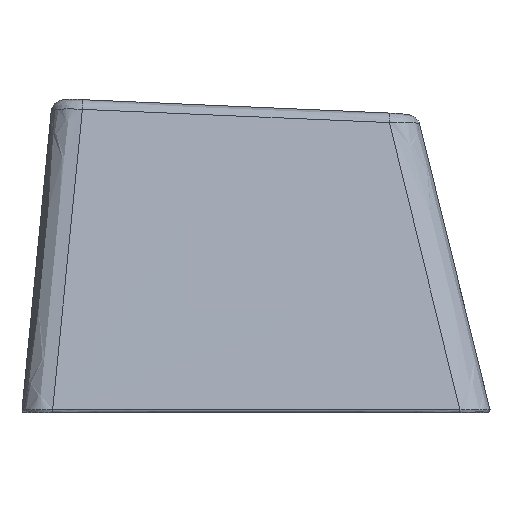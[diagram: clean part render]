
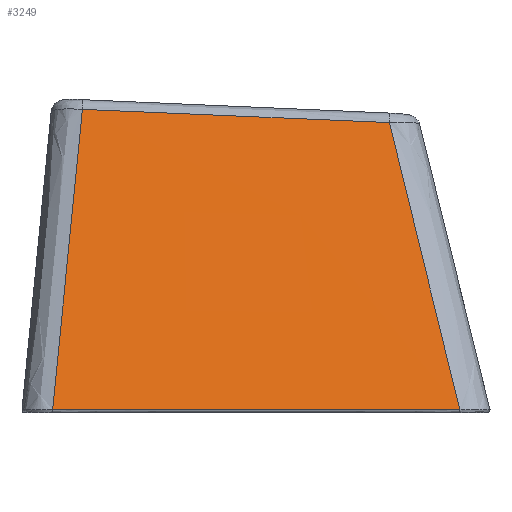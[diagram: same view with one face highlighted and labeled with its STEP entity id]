
A CAD part, left-side view. The second image highlights one B-rep face of the part: STEP entity #3249.
In plain terms, the highlighted free-form (B-spline) face has degree [3, 3] with [4, 4] control points.
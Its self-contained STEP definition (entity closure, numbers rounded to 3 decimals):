
#161=B_SPLINE_SURFACE_WITH_KNOTS('',3,3,((#8270,#8271,#8272,#8273),(#8274,
#8275,#8276,#8277),(#8278,#8279,#8280,#8281),(#8282,#8283,#8284,#8285)),
 .UNSPECIFIED.,.F.,.F.,.F.,(4,4),(4,4),(0.065,0.936),
(0.01,0.967),.UNSPECIFIED.);
#325=FACE_OUTER_BOUND('',#529,.T.);
#529=EDGE_LOOP('',(#2789,#2790,#2791,#2792));
#1108=B_SPLINE_CURVE_WITH_KNOTS('',3,(#7265,#7266,#7267,#7268),
 .UNSPECIFIED.,.F.,.F.,(4,4),(-1.562,0.),.UNSPECIFIED.);
#1125=B_SPLINE_CURVE_WITH_KNOTS('',3,(#7553,#7554,#7555,#7556),
 .UNSPECIFIED.,.F.,.F.,(4,4),(0.013,1.209),
 .UNSPECIFIED.);
#1156=B_SPLINE_CURVE_WITH_KNOTS('',3,(#8233,#8234,#8235,#8236),
 .UNSPECIFIED.,.F.,.F.,(4,4),(0.,1.179),
 .UNSPECIFIED.);
#1159=B_SPLINE_CURVE_WITH_KNOTS('',3,(#8266,#8267,#8268,#8269),
 .UNSPECIFIED.,.F.,.F.,(4,4),(-1.186,-0.013),
 .UNSPECIFIED.);
#1431=VERTEX_POINT('',#7223);
#1435=VERTEX_POINT('',#7263);
#1450=VERTEX_POINT('',#7552);
#1482=VERTEX_POINT('',#8205);
#1858=EDGE_CURVE('',#1435,#1431,#1108,.T.);
#1884=EDGE_CURVE('',#1431,#1450,#1125,.T.);
#1938=EDGE_CURVE('',#1450,#1482,#1156,.T.);
#1941=EDGE_CURVE('',#1482,#1435,#1159,.T.);
#2789=ORIENTED_EDGE('',*,*,#1858,.F.);
#2790=ORIENTED_EDGE('',*,*,#1941,.F.);
#2791=ORIENTED_EDGE('',*,*,#1938,.F.);
#2792=ORIENTED_EDGE('',*,*,#1884,.F.);
#3249=ADVANCED_FACE('',(#325),#161,.T.);
#7223=CARTESIAN_POINT('',(0.033,16.812,0.125));
#7263=CARTESIAN_POINT('',(0.035,1.189,0.127));
#7265=CARTESIAN_POINT('Ctrl Pts',(0.035,1.189,0.127));
#7266=CARTESIAN_POINT('Ctrl Pts',(0.034,6.396,0.126));
#7267=CARTESIAN_POINT('Ctrl Pts',(0.034,11.604,0.126));
#7268=CARTESIAN_POINT('Ctrl Pts',(0.033,16.812,0.125));
#7552=CARTESIAN_POINT('',(3.062,15.671,11.638));
#7553=CARTESIAN_POINT('Ctrl Pts',(0.033,16.812,0.125));
#7554=CARTESIAN_POINT('Ctrl Pts',(1.042,16.433,3.963));
#7555=CARTESIAN_POINT('Ctrl Pts',(2.051,16.053,7.801));
#7556=CARTESIAN_POINT('Ctrl Pts',(3.062,15.671,11.638));
#8205=CARTESIAN_POINT('',(3.058,3.889,11.131));
#8233=CARTESIAN_POINT('Ctrl Pts',(3.062,15.671,11.638));
#8234=CARTESIAN_POINT('Ctrl Pts',(3.06,11.744,11.469));
#8235=CARTESIAN_POINT('Ctrl Pts',(3.059,7.817,11.3));
#8236=CARTESIAN_POINT('Ctrl Pts',(3.058,3.889,11.131));
#8266=CARTESIAN_POINT('Ctrl Pts',(3.058,3.889,11.131));
#8267=CARTESIAN_POINT('Ctrl Pts',(2.051,2.99,7.463));
#8268=CARTESIAN_POINT('Ctrl Pts',(1.043,2.09,3.794));
#8269=CARTESIAN_POINT('Ctrl Pts',(0.035,1.189,0.127));
#8270=CARTESIAN_POINT('Ctrl Pts',(0.033,16.812,0.125));
#8271=CARTESIAN_POINT('Ctrl Pts',(1.043,16.518,3.967));
#8272=CARTESIAN_POINT('Ctrl Pts',(2.052,16.224,7.808));
#8273=CARTESIAN_POINT('Ctrl Pts',(3.062,15.931,11.649));
#8274=CARTESIAN_POINT('Ctrl Pts',(0.033,11.604,0.124));
#8275=CARTESIAN_POINT('Ctrl Pts',(1.043,11.681,3.908));
#8276=CARTESIAN_POINT('Ctrl Pts',(2.052,11.759,7.693));
#8277=CARTESIAN_POINT('Ctrl Pts',(3.062,11.836,11.478));
#8278=CARTESIAN_POINT('Ctrl Pts',(0.033,6.395,0.122));
#8279=CARTESIAN_POINT('Ctrl Pts',(1.043,6.844,3.85));
#8280=CARTESIAN_POINT('Ctrl Pts',(2.052,7.293,7.578));
#8281=CARTESIAN_POINT('Ctrl Pts',(3.062,7.742,11.306));
#8282=CARTESIAN_POINT('Ctrl Pts',(0.033,1.187,0.12));
#8283=CARTESIAN_POINT('Ctrl Pts',(1.043,2.007,3.792));
#8284=CARTESIAN_POINT('Ctrl Pts',(2.052,2.827,7.463));
#8285=CARTESIAN_POINT('Ctrl Pts',(3.062,3.648,11.135));
